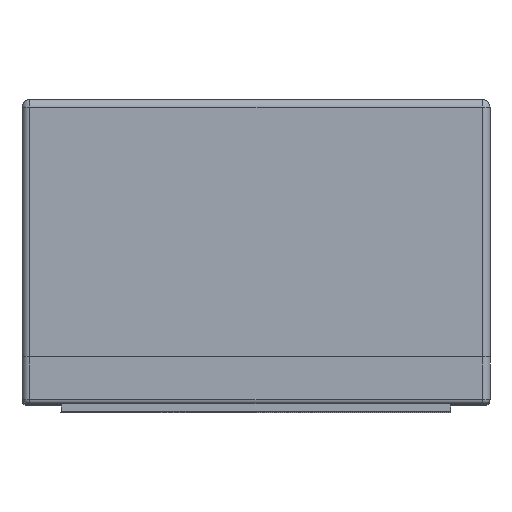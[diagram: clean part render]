
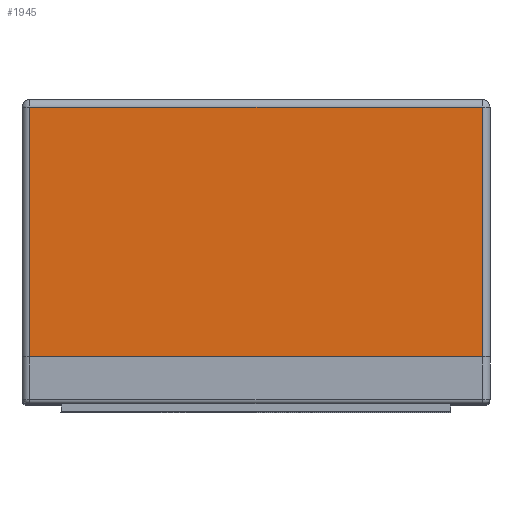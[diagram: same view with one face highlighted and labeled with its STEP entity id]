
A CAD part, top view. The second image highlights one B-rep face of the part: STEP entity #1945.
In plain terms, the highlighted planar face has unit normal (0, 0, 1).
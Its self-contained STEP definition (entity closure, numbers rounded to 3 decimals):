
#192 = VERTEX_POINT ( 'NONE', #1822 ) ;
#293 = VERTEX_POINT ( 'NONE', #425 ) ;
#310 = AXIS2_PLACEMENT_3D ( 'NONE', #477, #480, #1916 ) ;
#321 = PLANE ( 'NONE',  #310 ) ;
#369 = FACE_OUTER_BOUND ( 'NONE', #1430, .T. ) ;
#425 = CARTESIAN_POINT ( 'NONE',  ( -0.58, 0.78, 0.85 ) ) ;
#436 = CARTESIAN_POINT ( 'NONE',  ( 0.6, 0.141, 0.85 ) ) ;
#477 = CARTESIAN_POINT ( 'NONE',  ( 0.6, 0.8, 0.85 ) ) ;
#480 = DIRECTION ( 'NONE',  ( 0., 0., -1. ) ) ;
#533 = ORIENTED_EDGE ( 'NONE', *, *, #990, .T. ) ;
#609 = LINE ( 'NONE', #436, #1377 ) ;
#631 = EDGE_CURVE ( 'NONE', #192, #1140, #609, .T. ) ;
#740 = LINE ( 'NONE', #1387, #888 ) ;
#852 = EDGE_CURVE ( 'NONE', #1140, #1974, #930, .T. ) ;
#856 = VECTOR ( 'NONE', #882, 1000. ) ;
#871 = DIRECTION ( 'NONE',  ( 0., 1., 0. ) ) ;
#878 = VECTOR ( 'NONE', #871, 1000. ) ;
#882 = DIRECTION ( 'NONE',  ( 0., -1., 0. ) ) ;
#888 = VECTOR ( 'NONE', #1880, 1000. ) ;
#930 = LINE ( 'NONE', #1655, #878 ) ;
#990 = EDGE_CURVE ( 'NONE', #293, #192, #1934, .T. ) ;
#1081 = DIRECTION ( 'NONE',  ( 1., 0., 0. ) ) ;
#1140 = VERTEX_POINT ( 'NONE', #1473 ) ;
#1377 = VECTOR ( 'NONE', #1081, 1000. ) ;
#1387 = CARTESIAN_POINT ( 'NONE',  ( -0.6, 0.78, 0.85 ) ) ;
#1430 = EDGE_LOOP ( 'NONE', ( #1831, #1728, #1946, #533 ) ) ;
#1473 = CARTESIAN_POINT ( 'NONE',  ( 0.58, 0.141, 0.85 ) ) ;
#1655 = CARTESIAN_POINT ( 'NONE',  ( 0.58, 0.8, 0.85 ) ) ;
#1684 = CARTESIAN_POINT ( 'NONE',  ( -0.58, 0.8, 0.85 ) ) ;
#1728 = ORIENTED_EDGE ( 'NONE', *, *, #852, .T. ) ;
#1822 = CARTESIAN_POINT ( 'NONE',  ( -0.58, 0.141, 0.85 ) ) ;
#1831 = ORIENTED_EDGE ( 'NONE', *, *, #631, .T. ) ;
#1880 = DIRECTION ( 'NONE',  ( -1., 0., 0. ) ) ;
#1888 = EDGE_CURVE ( 'NONE', #1974, #293, #740, .T. ) ;
#1905 = CARTESIAN_POINT ( 'NONE',  ( 0.58, 0.78, 0.85 ) ) ;
#1916 = DIRECTION ( 'NONE',  ( -1., 0., 0. ) ) ;
#1934 = LINE ( 'NONE', #1684, #856 ) ;
#1945 = ADVANCED_FACE ( 'NONE', ( #369 ), #321, .F. ) ;
#1946 = ORIENTED_EDGE ( 'NONE', *, *, #1888, .T. ) ;
#1974 = VERTEX_POINT ( 'NONE', #1905 ) ;
